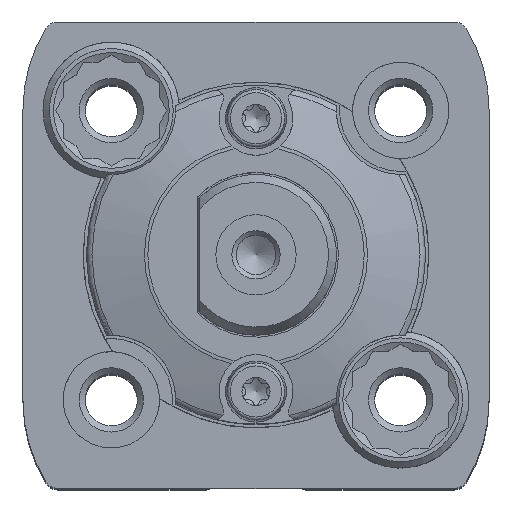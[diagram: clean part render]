
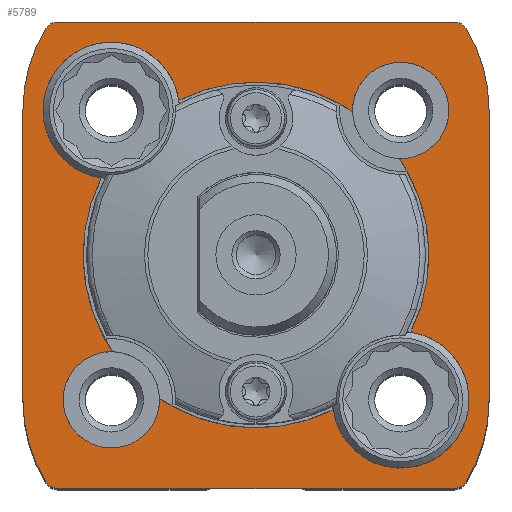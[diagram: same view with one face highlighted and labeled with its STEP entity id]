
A CAD part, top view. The second image highlights one B-rep face of the part: STEP entity #5789.
In plain terms, the highlighted planar face has unit normal (0, 0, 1).
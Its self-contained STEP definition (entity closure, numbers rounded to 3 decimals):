
#65=PLANE('',#6205);
#254=LINE('',#8801,#675);
#255=LINE('',#8807,#676);
#256=LINE('',#8813,#677);
#257=LINE('',#8819,#678);
#675=VECTOR('',#6865,1000.);
#676=VECTOR('',#6870,1000.);
#677=VECTOR('',#6875,1000.);
#678=VECTOR('',#6880,1000.);
#1435=ORIENTED_EDGE('',*,*,#3139,.T.);
#1436=ORIENTED_EDGE('',*,*,#3140,.T.);
#1437=ORIENTED_EDGE('',*,*,#3141,.T.);
#1438=ORIENTED_EDGE('',*,*,#3142,.T.);
#1439=ORIENTED_EDGE('',*,*,#3143,.T.);
#1440=ORIENTED_EDGE('',*,*,#3144,.T.);
#1441=ORIENTED_EDGE('',*,*,#3145,.T.);
#1442=ORIENTED_EDGE('',*,*,#3146,.T.);
#1443=ORIENTED_EDGE('',*,*,#3147,.T.);
#1444=ORIENTED_EDGE('',*,*,#3148,.T.);
#1445=ORIENTED_EDGE('',*,*,#3149,.T.);
#1446=ORIENTED_EDGE('',*,*,#3150,.T.);
#1447=ORIENTED_EDGE('',*,*,#3134,.T.);
#1448=ORIENTED_EDGE('',*,*,#3151,.T.);
#1449=ORIENTED_EDGE('',*,*,#3132,.T.);
#1450=ORIENTED_EDGE('',*,*,#3152,.T.);
#1451=ORIENTED_EDGE('',*,*,#3153,.T.);
#1452=ORIENTED_EDGE('',*,*,#3154,.T.);
#1453=ORIENTED_EDGE('',*,*,#3155,.T.);
#1454=ORIENTED_EDGE('',*,*,#3156,.T.);
#3132=EDGE_CURVE('',#3980,#3984,#4537,.T.);
#3134=EDGE_CURVE('',#3987,#3985,#4538,.T.);
#3139=EDGE_CURVE('',#3991,#3992,#4541,.T.);
#3140=EDGE_CURVE('',#3992,#3993,#254,.T.);
#3141=EDGE_CURVE('',#3993,#3994,#4542,.T.);
#3142=EDGE_CURVE('',#3994,#3995,#4543,.T.);
#3143=EDGE_CURVE('',#3995,#3996,#255,.T.);
#3144=EDGE_CURVE('',#3996,#3997,#4544,.T.);
#3145=EDGE_CURVE('',#3997,#3998,#4545,.T.);
#3146=EDGE_CURVE('',#3998,#3999,#256,.T.);
#3147=EDGE_CURVE('',#3999,#4000,#4546,.T.);
#3148=EDGE_CURVE('',#4000,#4001,#4547,.T.);
#3149=EDGE_CURVE('',#4001,#4002,#257,.T.);
#3150=EDGE_CURVE('',#4002,#3991,#4548,.T.);
#3151=EDGE_CURVE('',#3985,#3980,#4549,.F.);
#3152=EDGE_CURVE('',#3984,#4003,#4550,.F.);
#3153=EDGE_CURVE('',#4003,#4004,#4551,.T.);
#3154=EDGE_CURVE('',#4004,#4005,#4552,.F.);
#3155=EDGE_CURVE('',#4005,#4006,#4553,.T.);
#3156=EDGE_CURVE('',#4006,#3987,#4554,.F.);
#3980=VERTEX_POINT('',#8774);
#3984=VERTEX_POINT('',#8782);
#3985=VERTEX_POINT('',#8786);
#3987=VERTEX_POINT('',#8789);
#3991=VERTEX_POINT('',#8799);
#3992=VERTEX_POINT('',#8800);
#3993=VERTEX_POINT('',#8802);
#3994=VERTEX_POINT('',#8804);
#3995=VERTEX_POINT('',#8806);
#3996=VERTEX_POINT('',#8808);
#3997=VERTEX_POINT('',#8810);
#3998=VERTEX_POINT('',#8812);
#3999=VERTEX_POINT('',#8814);
#4000=VERTEX_POINT('',#8816);
#4001=VERTEX_POINT('',#8818);
#4002=VERTEX_POINT('',#8820);
#4003=VERTEX_POINT('',#8824);
#4004=VERTEX_POINT('',#8826);
#4005=VERTEX_POINT('',#8828);
#4006=VERTEX_POINT('',#8830);
#4537=CIRCLE('',#6200,10.75);
#4538=CIRCLE('',#6202,10.75);
#4541=CIRCLE('',#6206,9.8);
#4542=CIRCLE('',#6207,9.8);
#4543=CIRCLE('',#6208,0.85);
#4544=CIRCLE('',#6209,0.85);
#4545=CIRCLE('',#6210,9.8);
#4546=CIRCLE('',#6211,9.8);
#4547=CIRCLE('',#6212,0.85);
#4548=CIRCLE('',#6213,0.85);
#4549=CIRCLE('',#6214,4.25);
#4550=CIRCLE('',#6215,3.);
#4551=CIRCLE('',#6216,10.75);
#4552=CIRCLE('',#6217,4.25);
#4553=CIRCLE('',#6218,10.75);
#4554=CIRCLE('',#6219,3.);
#4811=EDGE_LOOP('',(#1435,#1436,#1437,#1438,#1439,#1440,#1441,#1442,#1443,
#1444,#1445,#1446));
#4812=EDGE_LOOP('',(#1447,#1448,#1449,#1450,#1451,#1452,#1453,#1454));
#5279=FACE_BOUND('',#4811,.T.);
#5280=FACE_BOUND('',#4812,.T.);
#5789=ADVANCED_FACE('',(#5279,#5280),#65,.T.);
#6200=AXIS2_PLACEMENT_3D('',#8783,#6848,#6849);
#6202=AXIS2_PLACEMENT_3D('',#8788,#6853,#6854);
#6205=AXIS2_PLACEMENT_3D('',#8797,#6861,#6862);
#6206=AXIS2_PLACEMENT_3D('',#8798,#6863,#6864);
#6207=AXIS2_PLACEMENT_3D('',#8803,#6866,#6867);
#6208=AXIS2_PLACEMENT_3D('',#8805,#6868,#6869);
#6209=AXIS2_PLACEMENT_3D('',#8809,#6871,#6872);
#6210=AXIS2_PLACEMENT_3D('',#8811,#6873,#6874);
#6211=AXIS2_PLACEMENT_3D('',#8815,#6876,#6877);
#6212=AXIS2_PLACEMENT_3D('',#8817,#6878,#6879);
#6213=AXIS2_PLACEMENT_3D('',#8821,#6881,#6882);
#6214=AXIS2_PLACEMENT_3D('',#8822,#6883,#6884);
#6215=AXIS2_PLACEMENT_3D('',#8823,#6885,#6886);
#6216=AXIS2_PLACEMENT_3D('',#8825,#6887,#6888);
#6217=AXIS2_PLACEMENT_3D('',#8827,#6889,#6890);
#6218=AXIS2_PLACEMENT_3D('',#8829,#6891,#6892);
#6219=AXIS2_PLACEMENT_3D('',#8831,#6893,#6894);
#6848=DIRECTION('',(0.,0.,-1.));
#6849=DIRECTION('',(-1.,0.,0.));
#6853=DIRECTION('',(0.,0.,-1.));
#6854=DIRECTION('',(-1.,0.,0.));
#6861=DIRECTION('',(0.,0.,1.));
#6862=DIRECTION('',(1.,0.,0.));
#6863=DIRECTION('',(0.,0.,1.));
#6864=DIRECTION('',(1.,0.,0.));
#6865=DIRECTION('',(0.,-1.,0.));
#6866=DIRECTION('',(0.,0.,1.));
#6867=DIRECTION('',(1.,0.,0.));
#6868=DIRECTION('',(0.,0.,1.));
#6869=DIRECTION('',(1.,0.,0.));
#6870=DIRECTION('',(1.,0.,0.));
#6871=DIRECTION('',(0.,0.,1.));
#6872=DIRECTION('',(1.,0.,0.));
#6873=DIRECTION('',(0.,0.,1.));
#6874=DIRECTION('',(1.,0.,0.));
#6875=DIRECTION('',(0.,1.,0.));
#6876=DIRECTION('',(0.,0.,1.));
#6877=DIRECTION('',(1.,0.,0.));
#6878=DIRECTION('',(0.,0.,1.));
#6879=DIRECTION('',(1.,0.,0.));
#6880=DIRECTION('',(-1.,0.,0.));
#6881=DIRECTION('',(0.,0.,1.));
#6882=DIRECTION('',(1.,0.,0.));
#6883=DIRECTION('',(0.,0.,1.));
#6884=DIRECTION('',(1.,0.,0.));
#6885=DIRECTION('',(0.,0.,1.));
#6886=DIRECTION('',(1.,0.,0.));
#6887=DIRECTION('',(0.,0.,-1.));
#6888=DIRECTION('',(-1.,0.,0.));
#6889=DIRECTION('',(0.,0.,1.));
#6890=DIRECTION('',(1.,0.,0.));
#6891=DIRECTION('',(0.,0.,-1.));
#6892=DIRECTION('',(-1.,0.,0.));
#6893=DIRECTION('',(0.,0.,1.));
#6894=DIRECTION('',(1.,0.,0.));
#8774=CARTESIAN_POINT('',(4.796,-9.621,0.));
#8782=CARTESIAN_POINT('',(-6.001,-8.919,0.));
#8783=CARTESIAN_POINT('',(0.,0.,0.));
#8786=CARTESIAN_POINT('',(9.621,-4.796,0.));
#8788=CARTESIAN_POINT('',(0.,0.,0.));
#8789=CARTESIAN_POINT('',(8.919,6.001,0.));
#8797=CARTESIAN_POINT('',(-4.7,9.,0.));
#8798=CARTESIAN_POINT('',(-4.7,9.,0.));
#8799=CARTESIAN_POINT('',(-13.073,14.092,0.));
#8800=CARTESIAN_POINT('',(-14.5,9.,0.));
#8801=CARTESIAN_POINT('',(-14.5,9.,0.));
#8802=CARTESIAN_POINT('',(-14.5,-9.,0.));
#8803=CARTESIAN_POINT('',(-4.7,-9.,0.));
#8804=CARTESIAN_POINT('',(-13.073,-14.092,0.));
#8805=CARTESIAN_POINT('',(-12.347,-13.65,0.));
#8806=CARTESIAN_POINT('',(-12.347,-14.5,0.));
#8807=CARTESIAN_POINT('',(-12.347,-14.5,0.));
#8808=CARTESIAN_POINT('',(12.347,-14.5,0.));
#8809=CARTESIAN_POINT('',(12.347,-13.65,0.));
#8810=CARTESIAN_POINT('',(13.073,-14.092,0.));
#8811=CARTESIAN_POINT('',(4.7,-9.,0.));
#8812=CARTESIAN_POINT('',(14.5,-9.,0.));
#8813=CARTESIAN_POINT('',(14.5,-9.,0.));
#8814=CARTESIAN_POINT('',(14.5,9.,0.));
#8815=CARTESIAN_POINT('',(4.7,9.,0.));
#8816=CARTESIAN_POINT('',(13.073,14.092,0.));
#8817=CARTESIAN_POINT('',(12.347,13.65,0.));
#8818=CARTESIAN_POINT('',(12.347,14.5,0.));
#8819=CARTESIAN_POINT('',(12.347,14.5,0.));
#8820=CARTESIAN_POINT('',(-12.347,14.5,0.));
#8821=CARTESIAN_POINT('',(-12.347,13.65,0.));
#8822=CARTESIAN_POINT('',(9.,-9.,0.));
#8823=CARTESIAN_POINT('',(-9.,-9.,0.));
#8824=CARTESIAN_POINT('',(-8.919,-6.001,0.));
#8825=CARTESIAN_POINT('',(0.,0.,0.));
#8826=CARTESIAN_POINT('',(-9.621,4.796,0.));
#8827=CARTESIAN_POINT('',(-9.,9.,0.));
#8828=CARTESIAN_POINT('',(-4.796,9.621,0.));
#8829=CARTESIAN_POINT('',(0.,0.,0.));
#8830=CARTESIAN_POINT('',(6.001,8.919,0.));
#8831=CARTESIAN_POINT('',(9.,9.,0.));
